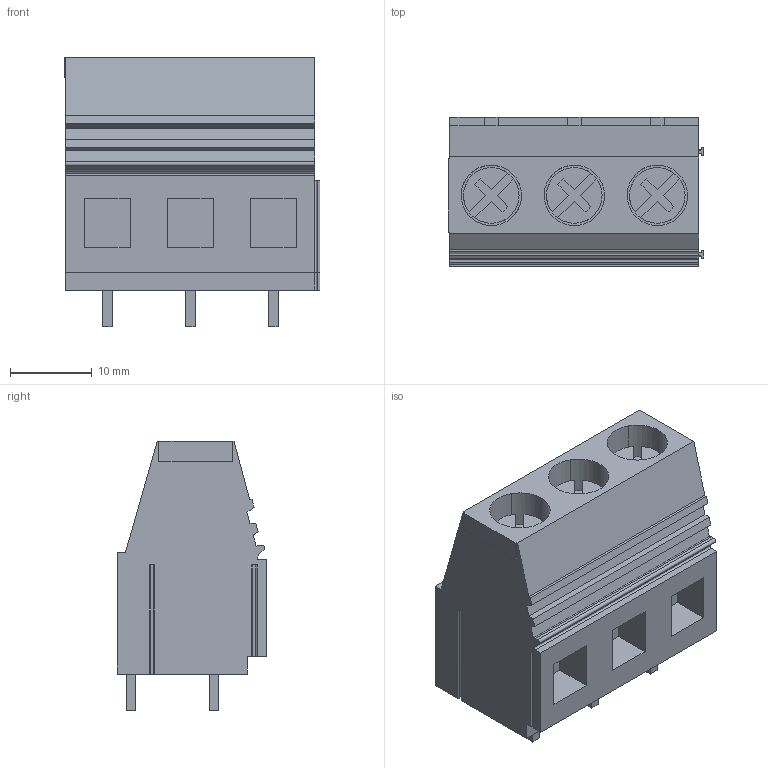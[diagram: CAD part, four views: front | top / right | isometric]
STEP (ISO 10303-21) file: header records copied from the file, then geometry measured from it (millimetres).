
FILE_DESCRIPTION(('CATIA V5 STEP Exchange','CAx-IF Rec.Pracs.--- Model Styling and Organization---1.2---2011-12-15'),'2;1');
FILE_NAME ('D1451737_0_1395330000_1395330000.stp','2018-03-09T13:26:35+00:00',('none'),('Weidmueller'),'CATIA Version 5-6 Release 2014','CATIA V5 STEP AP214','none');
FILE_SCHEMA(('AUTOMOTIVE_DESIGN { 1 0 10303 214 1 1 1 1 }'));
Length unit declared in the file: millimetre
Products named in the file (1): 1395330000
Bounding box: 31.29 x 18.3 x 33 mm (x, y, z)
Volume: 11630.3 mm3; surface area: 6055.1 mm2
Topology: 10 solids, 10 shells, 243 faces, 624 edges, 410 vertices
Faces by surface type: plane 193, cylinder 50
Entity records: 7482 total; most frequent: CARTESIAN_POINT 1614, ORIENTED_EDGE 1248, DIRECTION 1017, EDGE_CURVE 624, VECTOR 512, LINE 512, VERTEX_POINT 410, AXIS2_PLACEMENT_3D 299
